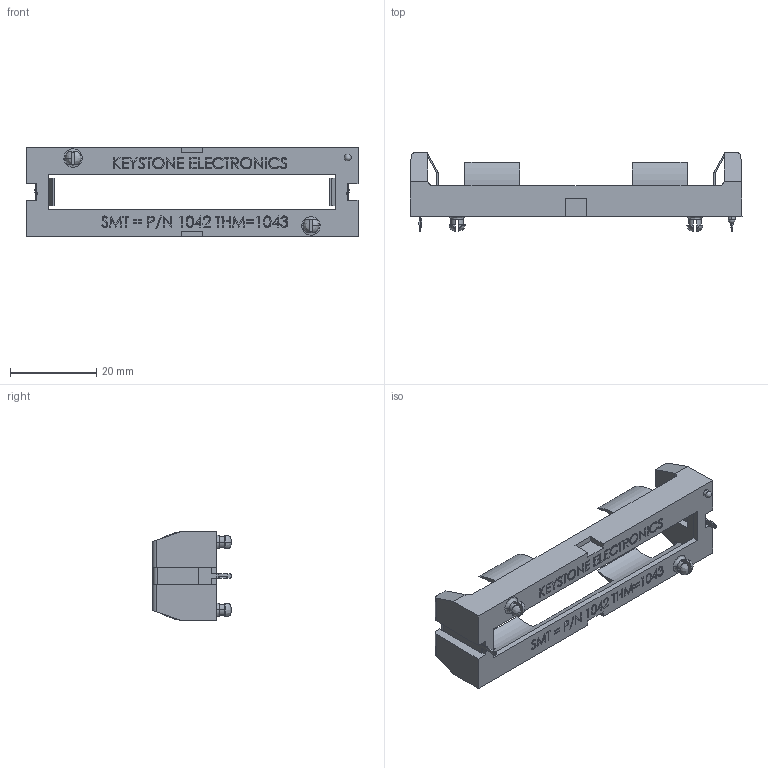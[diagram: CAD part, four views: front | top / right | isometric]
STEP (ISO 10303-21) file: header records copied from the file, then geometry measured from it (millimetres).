
FILE_DESCRIPTION (( 'STEP AP214' ), '1' );
FILE_NAME ('1043.STEP', '2025-07-07T15:12:38', ( '' ), ( '' ), 'SwSTEP 2.0', 'SolidWorks 2024', '' );
FILE_SCHEMA (( 'AUTOMOTIVE_DESIGN' ));
Length unit declared in the file: inch
Products named in the file (4): 1043; 1043_1; 1043_2
Assembly tree (3 placements, depth 2):
  1043
    1043_2
    1043_1
    1043
Bounding box: 77.05 x 18.34 x 20.65 mm (x, y, z)
Volume: 5687.1 mm3; surface area: 6285.4 mm2
Topology: 5 solids, 5 shells, 652 faces, 1764 edges, 1164 vertices
Faces by surface type: plane 445, bspline 139, cylinder 68
Entity records: 33900 total; most frequent: CARTESIAN_POINT 12435, ORIENTED_EDGE 3524, DIRECTION 2670, EDGE_CURVE 1762, LINE 1312, VECTOR 1312, VERTEX_POINT 1164, EDGE_LOOP 702
